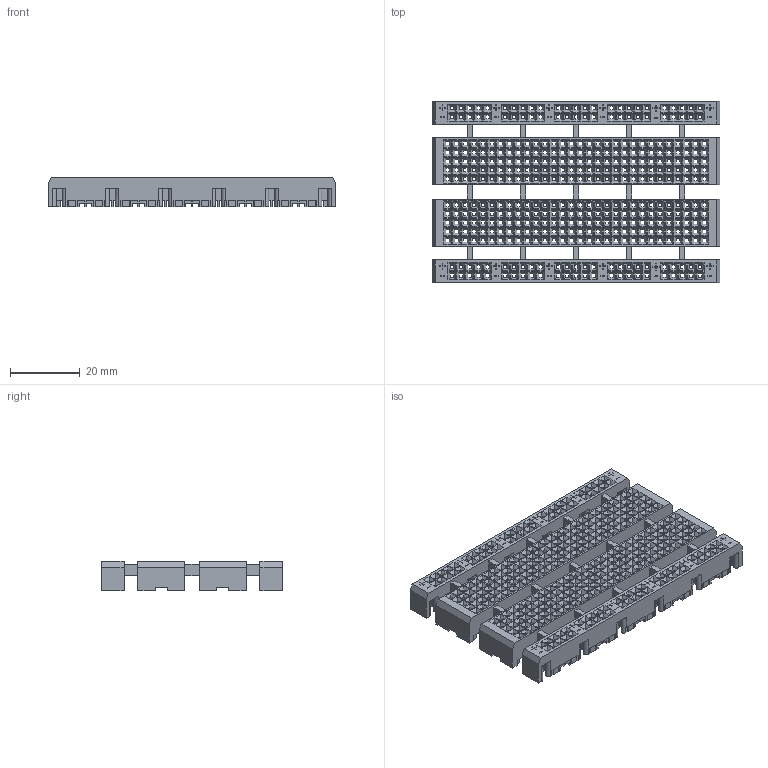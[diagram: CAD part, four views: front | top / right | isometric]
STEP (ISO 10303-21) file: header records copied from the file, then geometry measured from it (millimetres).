
FILE_DESCRIPTION(/* description */ (''),/* implementation_level */ '2;1');
FILE_NAME(/* name */ 'Breadboard Soldering Jig v2.step',/* time_stamp */ '2023-06-04T13:32:07-07:00',/* author */ (''),/* organization */ (''),/* preprocessor_version */ 'ST-DEVELOPER v19.2',/* originating_system */ 'Autodesk Translation Framework v12.6.0.85',/* authorisation */ '');
FILE_SCHEMA (('AUTOMOTIVE_DESIGN { 1 0 10303 214 3 1 1 }'));
Products named in the file (1): Breadboard Soldering Jig
Bounding box: 82.55 x 52.08 x 8.38 mm (x, y, z)
Volume: 11574.9 mm3; surface area: 29511.9 mm2
Topology: 1 solids, 1 shells, 5731 faces, 15116 edges, 9364 vertices
Faces by surface type: plane 5683, cylinder 48
Entity records: 172251 total; most frequent: ORIENTED_EDGE 30232, CARTESIAN_POINT 30212, DIRECTION 26696, EDGE_CURVE 15116, LINE 15000, VECTOR 15000, VERTEX_POINT 9364, EDGE_LOOP 6584
